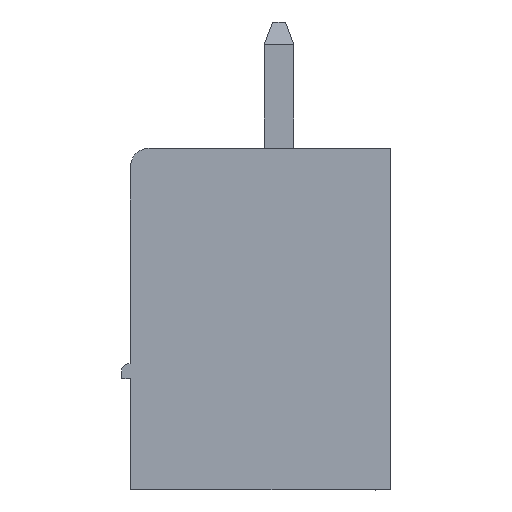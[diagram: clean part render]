
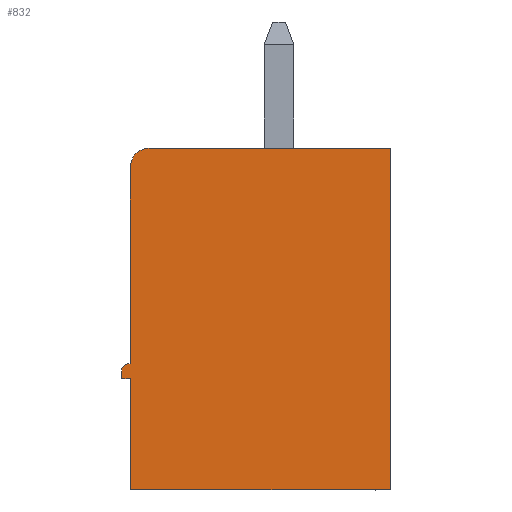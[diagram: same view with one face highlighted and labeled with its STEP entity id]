
A CAD part, left-side view. The second image highlights one B-rep face of the part: STEP entity #832.
In plain terms, the highlighted planar face has unit normal (-1, 0, 0).
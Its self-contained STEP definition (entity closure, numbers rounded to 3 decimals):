
#205=CIRCLE('',#12553,0.2);
#206=CIRCLE('',#12554,0.5);
#832=ADVANCED_FACE('',(#2010),#1419,.T.);
#1419=PLANE('',#12555);
#2010=FACE_OUTER_BOUND('',#2630,.T.);
#2630=EDGE_LOOP('',(#5408,#5409,#5410,#5411,#5412,#5413,#5414,#5415,#5416,
#5417));
#5408=ORIENTED_EDGE('',*,*,#8654,.F.);
#5409=ORIENTED_EDGE('',*,*,#8655,.F.);
#5410=ORIENTED_EDGE('',*,*,#8656,.F.);
#5411=ORIENTED_EDGE('',*,*,#8657,.F.);
#5412=ORIENTED_EDGE('',*,*,#8658,.F.);
#5413=ORIENTED_EDGE('',*,*,#8659,.F.);
#5414=ORIENTED_EDGE('',*,*,#8660,.F.);
#5415=ORIENTED_EDGE('',*,*,#8661,.F.);
#5416=ORIENTED_EDGE('',*,*,#8662,.F.);
#5417=ORIENTED_EDGE('',*,*,#8663,.F.);
#7038=VERTEX_POINT('',#18705);
#7039=VERTEX_POINT('',#18706);
#7040=VERTEX_POINT('',#18708);
#7041=VERTEX_POINT('',#18710);
#7042=VERTEX_POINT('',#18712);
#7043=VERTEX_POINT('',#18714);
#7044=VERTEX_POINT('',#18716);
#7045=VERTEX_POINT('',#18718);
#7046=VERTEX_POINT('',#18720);
#7047=VERTEX_POINT('',#18722);
#8654=EDGE_CURVE('',#7038,#7039,#10247,.T.);
#8655=EDGE_CURVE('',#7040,#7038,#10248,.T.);
#8656=EDGE_CURVE('',#7041,#7040,#205,.T.);
#8657=EDGE_CURVE('',#7042,#7041,#10249,.T.);
#8658=EDGE_CURVE('',#7043,#7042,#10250,.T.);
#8659=EDGE_CURVE('',#7044,#7043,#10251,.T.);
#8660=EDGE_CURVE('',#7045,#7044,#10252,.T.);
#8661=EDGE_CURVE('',#7046,#7045,#10253,.T.);
#8662=EDGE_CURVE('',#7047,#7046,#10254,.T.);
#8663=EDGE_CURVE('',#7039,#7047,#206,.T.);
#10247=LINE('',#18704,#11825);
#10248=LINE('',#18707,#11826);
#10249=LINE('',#18711,#11827);
#10250=LINE('',#18713,#11828);
#10251=LINE('',#18715,#11829);
#10252=LINE('',#18717,#11830);
#10253=LINE('',#18719,#11831);
#10254=LINE('',#18721,#11832);
#11825=VECTOR('',#15310,1.);
#11826=VECTOR('',#15311,1.);
#11827=VECTOR('',#15314,1.);
#11828=VECTOR('',#15315,1.);
#11829=VECTOR('',#15316,1.);
#11830=VECTOR('',#15317,1.);
#11831=VECTOR('',#15318,1.);
#11832=VECTOR('',#15319,1.);
#12553=AXIS2_PLACEMENT_3D('',#18709,#15312,#15313);
#12554=AXIS2_PLACEMENT_3D('',#18723,#15320,#15321);
#12555=AXIS2_PLACEMENT_3D('',#18724,#15322,#15323);
#15310=DIRECTION('',(0.,0.,1.));
#15311=DIRECTION('',(0.,-1.,0.));
#15312=DIRECTION('',(1.,0.,0.));
#15313=DIRECTION('',(0.,1.,0.));
#15314=DIRECTION('',(0.,0.,1.));
#15315=DIRECTION('',(0.,1.,0.));
#15316=DIRECTION('',(0.,0.,1.));
#15317=DIRECTION('',(0.,1.,0.));
#15318=DIRECTION('',(0.,0.,-1.));
#15319=DIRECTION('',(0.,-1.,0.));
#15320=DIRECTION('',(1.,0.,0.));
#15321=DIRECTION('',(0.,1.,0.));
#15322=DIRECTION('',(-1.,0.,0.));
#15323=DIRECTION('',(0.,0.,1.));
#18704=CARTESIAN_POINT('',(-0.83,7.05,84.2));
#18705=CARTESIAN_POINT('',(-0.83,7.05,84.2));
#18706=CARTESIAN_POINT('',(-0.83,7.05,89.5));
#18707=CARTESIAN_POINT('',(-0.83,7.09,84.2));
#18708=CARTESIAN_POINT('',(-0.83,7.09,84.2));
#18709=CARTESIAN_POINT('',(-0.83,7.09,84.));
#18710=CARTESIAN_POINT('',(-0.83,7.29,84.));
#18711=CARTESIAN_POINT('',(-0.83,7.29,83.8));
#18712=CARTESIAN_POINT('',(-0.83,7.29,83.8));
#18713=CARTESIAN_POINT('',(-0.83,7.05,83.8));
#18714=CARTESIAN_POINT('',(-0.83,7.05,83.8));
#18715=CARTESIAN_POINT('',(-0.83,7.05,80.8));
#18716=CARTESIAN_POINT('',(-0.83,7.05,80.8));
#18717=CARTESIAN_POINT('',(-0.83,0.05,80.8));
#18718=CARTESIAN_POINT('',(-0.83,0.05,80.8));
#18719=CARTESIAN_POINT('',(-0.83,0.05,90.));
#18720=CARTESIAN_POINT('',(-0.83,0.05,90.));
#18721=CARTESIAN_POINT('',(-0.83,6.55,90.));
#18722=CARTESIAN_POINT('',(-0.83,6.55,90.));
#18723=CARTESIAN_POINT('',(-0.83,6.55,89.5));
#18724=CARTESIAN_POINT('',(-0.83,3.55,80.8));
